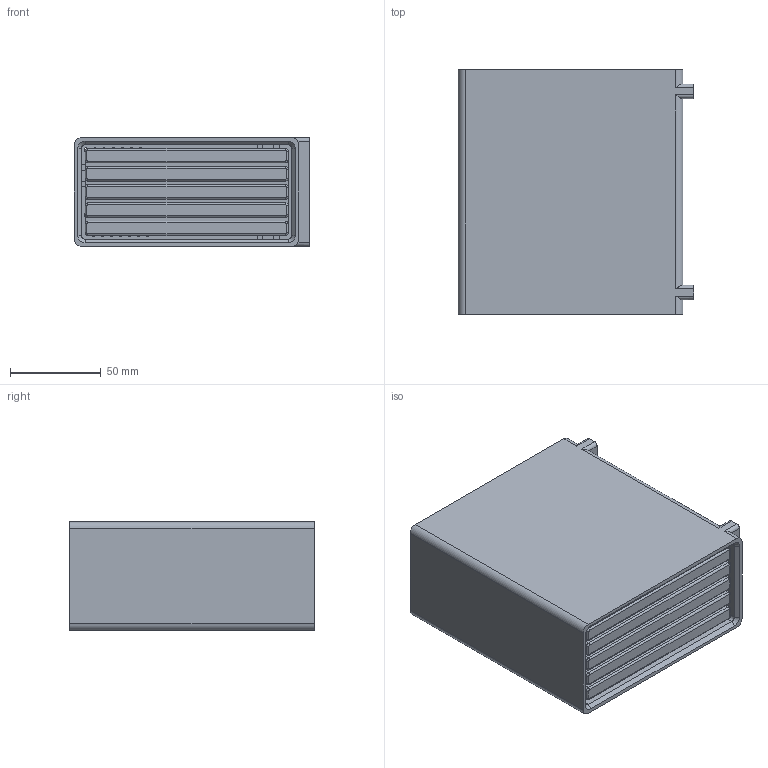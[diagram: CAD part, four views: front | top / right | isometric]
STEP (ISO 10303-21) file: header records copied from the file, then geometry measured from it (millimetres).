
FILE_DESCRIPTION (( 'STEP AP214' ), '1' );
FILE_NAME ('Swap Pi Assem.STEP', '2024-08-28T06:31:38', ( '' ), ( '' ), 'SwSTEP 2.0', 'SolidWorks 2020', '' );
FILE_SCHEMA (( 'AUTOMOTIVE_DESIGN' ));
Length unit declared in the file: millimetre
Products named in the file (4): Swap Pi Case front; Swap Pi Assem; Swap Pi Case back; Swap Pi Case main
Assembly tree (3 placements, depth 2):
  Swap Pi Assem
    Swap Pi Case main
    Swap Pi Case back
    Swap Pi Case front
Bounding box: 130 x 135 x 60 mm (x, y, z)
Volume: 305892.9 mm3; surface area: 163105.2 mm2
Topology: 3 solids, 3 shells, 756 faces, 2034 edges, 1325 vertices
Faces by surface type: plane 352, cylinder 205, bspline 145, cone 34, torus 20
Entity records: 30388 total; most frequent: CARTESIAN_POINT 11733, ORIENTED_EDGE 4064, DIRECTION 3424, EDGE_CURVE 2032, VERTEX_POINT 1325, VECTOR 1268, LINE 1268, AXIS2_PLACEMENT_3D 1078
